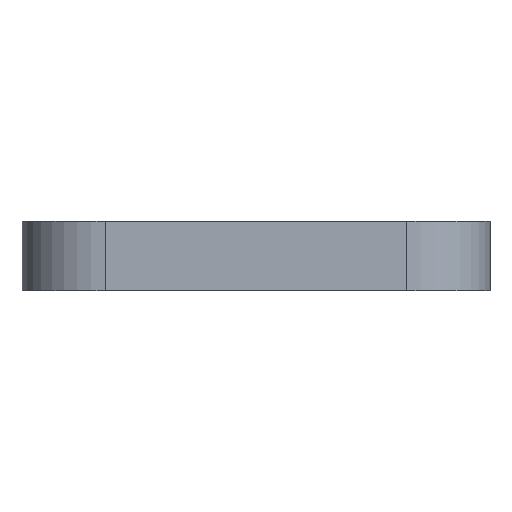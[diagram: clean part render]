
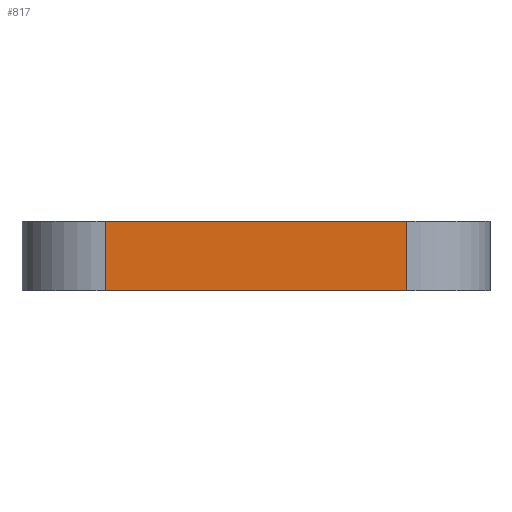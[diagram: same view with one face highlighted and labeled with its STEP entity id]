
A CAD part, left-side view. The second image highlights one B-rep face of the part: STEP entity #817.
In plain terms, the highlighted planar face has unit normal (-1, 0, 0).
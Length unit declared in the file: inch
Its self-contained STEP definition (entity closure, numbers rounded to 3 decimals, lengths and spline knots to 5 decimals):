
#10 = EDGE_CURVE ( 'NONE', #427, #743, #759, .T. ) ;
#15 = ORIENTED_EDGE ( 'NONE', *, *, #362, .F. ) ;
#26 = FACE_OUTER_BOUND ( 'NONE', #559, .T. ) ;
#48 = LINE ( 'NONE', #409, #200 ) ;
#52 = VECTOR ( 'NONE', #406, 39.37008 ) ;
#104 = VERTEX_POINT ( 'NONE', #860 ) ;
#135 = ORIENTED_EDGE ( 'NONE', *, *, #433, .T. ) ;
#153 = VECTOR ( 'NONE', #572, 39.37008 ) ;
#200 = VECTOR ( 'NONE', #332, 39.37008 ) ;
#305 = LINE ( 'NONE', #540, #910 ) ;
#332 = DIRECTION ( 'NONE',  ( 0., 1., 0. ) ) ;
#347 = CARTESIAN_POINT ( 'NONE',  ( -1.5, -0.543, 2.25 ) ) ;
#362 = EDGE_CURVE ( 'NONE', #717, #743, #48, .T. ) ;
#376 = DIRECTION ( 'NONE',  ( 1., 0., 0. ) ) ;
#406 = DIRECTION ( 'NONE',  ( 0., 0., -1. ) ) ;
#409 = CARTESIAN_POINT ( 'NONE',  ( -1.5, -0.843, 2.25 ) ) ;
#427 = VERTEX_POINT ( 'NONE', #768 ) ;
#433 = EDGE_CURVE ( 'NONE', #717, #104, #641, .T. ) ;
#439 = ORIENTED_EDGE ( 'NONE', *, *, #10, .T. ) ;
#473 = ORIENTED_EDGE ( 'NONE', *, *, #886, .T. ) ;
#505 = CARTESIAN_POINT ( 'NONE',  ( -1.5, 0.543, 2.25 ) ) ;
#515 = CARTESIAN_POINT ( 'NONE',  ( -1.5, -0.543, 2.25 ) ) ;
#540 = CARTESIAN_POINT ( 'NONE',  ( -1.5, -0.843, 2.5 ) ) ;
#559 = EDGE_LOOP ( 'NONE', ( #15, #135, #473, #439 ) ) ;
#572 = DIRECTION ( 'NONE',  ( 0., 0., 1. ) ) ;
#599 = AXIS2_PLACEMENT_3D ( 'NONE', #816, #376, #660 ) ;
#641 = LINE ( 'NONE', #347, #153 ) ;
#660 = DIRECTION ( 'NONE',  ( 0., 0., -1. ) ) ;
#717 = VERTEX_POINT ( 'NONE', #515 ) ;
#743 = VERTEX_POINT ( 'NONE', #505 ) ;
#752 = CARTESIAN_POINT ( 'NONE',  ( -1.5, 0.543, 2.25 ) ) ;
#759 = LINE ( 'NONE', #752, #52 ) ;
#768 = CARTESIAN_POINT ( 'NONE',  ( -1.5, 0.543, 2.5 ) ) ;
#816 = CARTESIAN_POINT ( 'NONE',  ( -1.5, -0.843, 2.25 ) ) ;
#817 = ADVANCED_FACE ( 'NONE', ( #26 ), #884, .F. ) ;
#820 = DIRECTION ( 'NONE',  ( 0., 1., 0. ) ) ;
#860 = CARTESIAN_POINT ( 'NONE',  ( -1.5, -0.543, 2.5 ) ) ;
#884 = PLANE ( 'NONE',  #599 ) ;
#886 = EDGE_CURVE ( 'NONE', #104, #427, #305, .T. ) ;
#910 = VECTOR ( 'NONE', #820, 39.37008 ) ;
